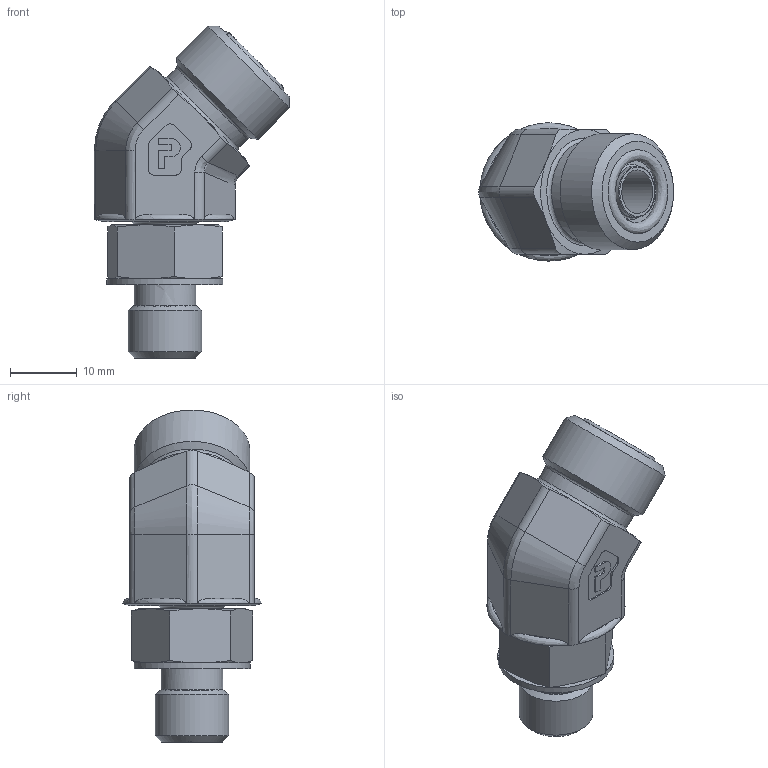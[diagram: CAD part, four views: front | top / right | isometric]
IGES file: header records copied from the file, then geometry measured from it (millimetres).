
Global section: file name: 6-4_V5OLO-S; native system: Autodesk Inventor 2016; preprocessor: unknown; author: ew03492; date: 20170823.105425; units: inch
Bounding box: 29.15 x 20.65 x 49.61 mm (x, y, z)
Volume: 9679.7 mm3; surface area: 4935.2 mm2
Topology: 2 solids, 2 shells, 144 faces, 382 edges, 250 vertices
Faces by surface type: bspline 144
